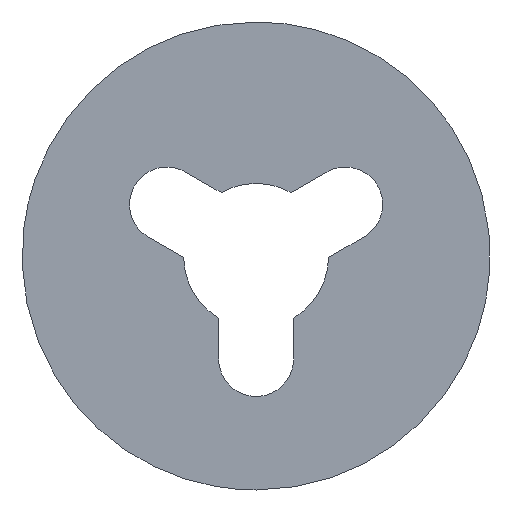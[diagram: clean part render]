
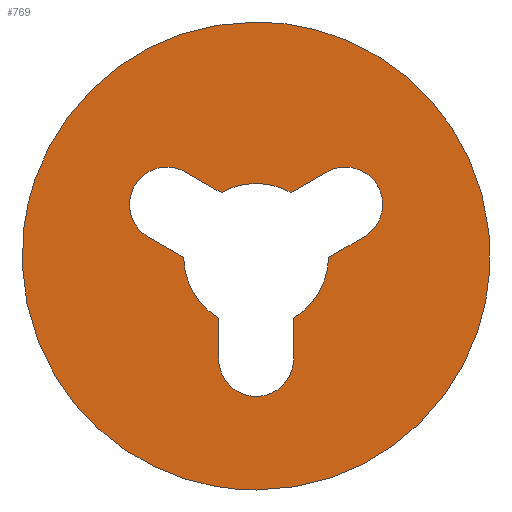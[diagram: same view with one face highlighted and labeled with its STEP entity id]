
A CAD part, front view. The second image highlights one B-rep face of the part: STEP entity #769.
In plain terms, the highlighted free-form (B-spline) face has degree [1, 1] with [2, 2] control points.
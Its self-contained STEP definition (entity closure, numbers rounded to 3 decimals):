
#66=CARTESIAN_POINT('',(-4.965,0.,0.59));
#67=VERTEX_POINT('',#66);
#68=CARTESIAN_POINT('',(0.0,0.0,-5.0));
#69=VERTEX_POINT('',#68);
#70=CARTESIAN_POINT('',(-4.965,0.,0.59));
#71=CARTESIAN_POINT('',(-5.,0.0,0.296));
#72=CARTESIAN_POINT('',(-5.0,0.0,0.0));
#73=CARTESIAN_POINT('',(-5.,0.0,-5.));
#74=CARTESIAN_POINT('',(0.0,0.0,-5.0));
#82=(BOUNDED_CURVE()B_SPLINE_CURVE(2,(#70,#71,#72,#73,#74),.UNSPECIFIED.,.F.,.U.)B_SPLINE_CURVE_WITH_KNOTS((3,2,3),(0.23,0.25,0.5),.UNSPECIFIED.)CURVE()GEOMETRIC_REPRESENTATION_ITEM()RATIONAL_B_SPLINE_CURVE((0.956,0.976,1.0,0.707,1.0))REPRESENTATION_ITEM(''));
#83=EDGE_CURVE('',#67,#69,#82,.T.);
#124=CARTESIAN_POINT('',(4.991,0.,-0.305));
#125=VERTEX_POINT('',#124);
#131=CARTESIAN_POINT('',(0.0,0.0,-5.0));
#132=CARTESIAN_POINT('',(4.704,0.0,-5.));
#133=CARTESIAN_POINT('',(4.991,0.,-0.305));
#141=(BOUNDED_CURVE()B_SPLINE_CURVE(2,(#131,#132,#133),.UNSPECIFIED.,.F.,.U.)B_SPLINE_CURVE_WITH_KNOTS((3,3),(0.5,0.739),.UNSPECIFIED.)CURVE()GEOMETRIC_REPRESENTATION_ITEM()RATIONAL_B_SPLINE_CURVE((1.0,0.72,0.976))REPRESENTATION_ITEM(''));
#142=EDGE_CURVE('',#69,#125,#141,.T.);
#165=CARTESIAN_POINT('',(0.0,0.0,5.0));
#166=VERTEX_POINT('',#165);
#167=CARTESIAN_POINT('',(0.0,0.0,5.0));
#168=CARTESIAN_POINT('',(-4.441,0.0,5.));
#169=CARTESIAN_POINT('',(-4.965,0.,0.59));
#177=(BOUNDED_CURVE()B_SPLINE_CURVE(2,(#167,#168,#169),.UNSPECIFIED.,.F.,.U.)B_SPLINE_CURVE_WITH_KNOTS((3,3),(0.0,0.23),.UNSPECIFIED.)CURVE()GEOMETRIC_REPRESENTATION_ITEM()RATIONAL_B_SPLINE_CURVE((1.0,0.731,0.956))REPRESENTATION_ITEM(''));
#178=EDGE_CURVE('',#166,#67,#177,.T.);
#180=CARTESIAN_POINT('',(4.991,0.,-0.305));
#181=CARTESIAN_POINT('',(5.,0.0,-0.153));
#182=CARTESIAN_POINT('',(5.0,0.0,0.0));
#183=CARTESIAN_POINT('',(5.,0.0,5.));
#184=CARTESIAN_POINT('',(0.0,0.0,5.0));
#192=(BOUNDED_CURVE()B_SPLINE_CURVE(2,(#180,#181,#182,#183,#184),.UNSPECIFIED.,.F.,.U.)B_SPLINE_CURVE_WITH_KNOTS((3,2,3),(0.739,0.75,1.0),.UNSPECIFIED.)CURVE()GEOMETRIC_REPRESENTATION_ITEM()RATIONAL_B_SPLINE_CURVE((0.976,0.988,1.0,0.707,1.0))REPRESENTATION_ITEM(''));
#193=EDGE_CURVE('',#125,#166,#192,.T.);
#248=CARTESIAN_POINT('',(2.31,0.0,0.41));
#249=VERTEX_POINT('',#248);
#250=CARTESIAN_POINT('',(1.505,0.0,1.793));
#251=VERTEX_POINT('',#250);
#252=CARTESIAN_POINT('',(2.31,0.0,0.41));
#253=CARTESIAN_POINT('',(2.998,0.0,0.813));
#254=CARTESIAN_POINT('',(2.597,0.0,1.502));
#255=CARTESIAN_POINT('',(2.196,0.0,2.192));
#256=CARTESIAN_POINT('',(1.505,0.0,1.793));
#264=(BOUNDED_CURVE()B_SPLINE_CURVE(2,(#252,#253,#254,#255,#256),.UNSPECIFIED.,.F.,.U.)B_SPLINE_CURVE_WITH_KNOTS((3,2,3),(0.0,0.5,1.0),.UNSPECIFIED.)CURVE()GEOMETRIC_REPRESENTATION_ITEM()RATIONAL_B_SPLINE_CURVE((1.0,0.708,1.0,0.708,1.0))REPRESENTATION_ITEM(''));
#265=EDGE_CURVE('',#249,#251,#264,.T.);
#304=CARTESIAN_POINT('',(0.75,0.0,1.357));
#305=VERTEX_POINT('',#304);
#306=CARTESIAN_POINT('',(0.75,0.0,1.357));
#307=CARTESIAN_POINT('',(1.505,0.0,1.793));
#308=QUASI_UNIFORM_CURVE('',1,(#306,#307),.UNSPECIFIED.,.F.,.U.);
#309=EDGE_CURVE('',#305,#251,#308,.T.);
#341=CARTESIAN_POINT('',(-0.75,0.0,1.357));
#342=VERTEX_POINT('',#341);
#343=CARTESIAN_POINT('',(0.75,0.0,1.357));
#344=CARTESIAN_POINT('',(0.,0.0,1.771));
#345=CARTESIAN_POINT('',(-0.75,0.0,1.357));
#353=(BOUNDED_CURVE()B_SPLINE_CURVE(2,(#343,#344,#345),.UNSPECIFIED.,.F.,.U.)CURVE()GEOMETRIC_REPRESENTATION_ITEM()QUASI_UNIFORM_CURVE()RATIONAL_B_SPLINE_CURVE((1.0,0.875,1.0))REPRESENTATION_ITEM(''));
#354=EDGE_CURVE('',#305,#342,#353,.T.);
#385=CARTESIAN_POINT('',(-1.505,0.0,1.793));
#386=VERTEX_POINT('',#385);
#387=CARTESIAN_POINT('',(-1.505,0.0,1.793));
#388=CARTESIAN_POINT('',(-0.75,0.0,1.357));
#389=QUASI_UNIFORM_CURVE('',1,(#387,#388),.UNSPECIFIED.,.F.,.U.);
#390=EDGE_CURVE('',#386,#342,#389,.T.);
#426=CARTESIAN_POINT('',(-2.301,0.0,0.405));
#427=VERTEX_POINT('',#426);
#428=CARTESIAN_POINT('',(-1.505,0.0,1.793));
#429=CARTESIAN_POINT('',(-1.906,0.0,2.024));
#430=CARTESIAN_POINT('',(-2.307,0.0,1.792));
#431=CARTESIAN_POINT('',(-2.707,0.0,1.56));
#432=CARTESIAN_POINT('',(-2.705,0.0,1.096));
#433=CARTESIAN_POINT('',(-2.703,0.0,0.633));
#434=CARTESIAN_POINT('',(-2.301,0.0,0.405));
#442=(BOUNDED_CURVE()B_SPLINE_CURVE(2,(#428,#429,#430,#431,#432,#433,#434),.UNSPECIFIED.,.F.,.U.)B_SPLINE_CURVE_WITH_KNOTS((3,2,2,3),(0.0,0.333,0.667,1.0),.UNSPECIFIED.)CURVE()GEOMETRIC_REPRESENTATION_ITEM()RATIONAL_B_SPLINE_CURVE((1.0,0.865,1.0,0.865,1.0,0.865,1.0))REPRESENTATION_ITEM(''));
#443=EDGE_CURVE('',#386,#427,#442,.T.);
#478=CARTESIAN_POINT('',(-1.55,0.0,-0.029));
#479=VERTEX_POINT('',#478);
#480=CARTESIAN_POINT('',(-1.55,0.0,-0.029));
#481=CARTESIAN_POINT('',(-2.301,0.0,0.405));
#482=QUASI_UNIFORM_CURVE('',1,(#480,#481),.UNSPECIFIED.,.F.,.U.);
#483=EDGE_CURVE('',#479,#427,#482,.T.);
#515=CARTESIAN_POINT('',(-0.8,0.0,-1.328));
#516=VERTEX_POINT('',#515);
#517=CARTESIAN_POINT('',(-1.55,0.0,-0.029));
#518=CARTESIAN_POINT('',(-1.534,0.0,-0.885));
#519=CARTESIAN_POINT('',(-0.8,0.0,-1.328));
#527=(BOUNDED_CURVE()B_SPLINE_CURVE(2,(#517,#518,#519),.UNSPECIFIED.,.F.,.U.)CURVE()GEOMETRIC_REPRESENTATION_ITEM()QUASI_UNIFORM_CURVE()RATIONAL_B_SPLINE_CURVE((1.0,0.875,1.0))REPRESENTATION_ITEM(''));
#528=EDGE_CURVE('',#479,#516,#527,.T.);
#559=CARTESIAN_POINT('',(-0.8,0.0,-2.2));
#560=VERTEX_POINT('',#559);
#561=CARTESIAN_POINT('',(-0.8,0.0,-2.2));
#562=CARTESIAN_POINT('',(-0.8,0.0,-1.328));
#563=QUASI_UNIFORM_CURVE('',1,(#561,#562),.UNSPECIFIED.,.F.,.U.);
#564=EDGE_CURVE('',#560,#516,#563,.T.);
#600=CARTESIAN_POINT('',(0.8,0.0,-2.2));
#601=VERTEX_POINT('',#600);
#602=CARTESIAN_POINT('',(-0.8,0.0,-2.2));
#603=CARTESIAN_POINT('',(-0.8,0.0,-3.0));
#604=CARTESIAN_POINT('',(0.0,0.0,-3.0));
#605=CARTESIAN_POINT('',(0.8,0.0,-3.0));
#606=CARTESIAN_POINT('',(0.8,0.0,-2.2));
#614=(BOUNDED_CURVE()B_SPLINE_CURVE(2,(#602,#603,#604,#605,#606),.UNSPECIFIED.,.F.,.U.)B_SPLINE_CURVE_WITH_KNOTS((3,2,3),(0.0,0.5,1.0),.UNSPECIFIED.)CURVE()GEOMETRIC_REPRESENTATION_ITEM()RATIONAL_B_SPLINE_CURVE((1.0,0.707,1.0,0.707,1.0))REPRESENTATION_ITEM(''));
#615=EDGE_CURVE('',#560,#601,#614,.T.);
#648=CARTESIAN_POINT('',(0.8,0.0,-1.328));
#649=VERTEX_POINT('',#648);
#650=CARTESIAN_POINT('',(0.8,0.0,-1.328));
#651=CARTESIAN_POINT('',(0.8,0.0,-2.2));
#652=QUASI_UNIFORM_CURVE('',1,(#650,#651),.UNSPECIFIED.,.F.,.U.);
#653=EDGE_CURVE('',#649,#601,#652,.T.);
#685=CARTESIAN_POINT('',(1.55,0.0,-0.029));
#686=VERTEX_POINT('',#685);
#687=CARTESIAN_POINT('',(0.8,0.0,-1.328));
#688=CARTESIAN_POINT('',(1.534,0.0,-0.885));
#689=CARTESIAN_POINT('',(1.55,0.0,-0.029));
#697=(BOUNDED_CURVE()B_SPLINE_CURVE(2,(#687,#688,#689),.UNSPECIFIED.,.F.,.U.)CURVE()GEOMETRIC_REPRESENTATION_ITEM()QUASI_UNIFORM_CURVE()RATIONAL_B_SPLINE_CURVE((1.0,0.875,1.0))REPRESENTATION_ITEM(''));
#698=EDGE_CURVE('',#649,#686,#697,.T.);
#729=CARTESIAN_POINT('',(2.31,0.0,0.41));
#730=CARTESIAN_POINT('',(1.55,0.0,-0.029));
#731=QUASI_UNIFORM_CURVE('',1,(#729,#730),.UNSPECIFIED.,.F.,.U.);
#732=EDGE_CURVE('',#249,#686,#731,.T.);
#744=CARTESIAN_POINT('',(-5.499,0.0,5.499));
#745=CARTESIAN_POINT('',(5.499,0.0,5.499));
#746=CARTESIAN_POINT('',(-5.499,0.0,-5.5));
#747=CARTESIAN_POINT('',(5.499,0.0,-5.5));
#748=B_SPLINE_SURFACE_WITH_KNOTS('',1,1,((#744,#746),(#745,#747)),.UNSPECIFIED.,.F.,.F.,.U.,(2,2),(2,2),(0.0,10.999),(0.0,10.999),.UNSPECIFIED.);
#749=ORIENTED_EDGE('',*,*,#178,.T.);
#750=ORIENTED_EDGE('',*,*,#83,.T.);
#751=ORIENTED_EDGE('',*,*,#142,.T.);
#752=ORIENTED_EDGE('',*,*,#193,.T.);
#753=EDGE_LOOP('',(#749,#750,#751,#752));
#754=FACE_OUTER_BOUND('',#753,.T.);
#755=ORIENTED_EDGE('',*,*,#265,.F.);
#756=ORIENTED_EDGE('',*,*,#732,.T.);
#757=ORIENTED_EDGE('',*,*,#698,.F.);
#758=ORIENTED_EDGE('',*,*,#653,.T.);
#759=ORIENTED_EDGE('',*,*,#615,.F.);
#760=ORIENTED_EDGE('',*,*,#564,.T.);
#761=ORIENTED_EDGE('',*,*,#528,.F.);
#762=ORIENTED_EDGE('',*,*,#483,.T.);
#763=ORIENTED_EDGE('',*,*,#443,.F.);
#764=ORIENTED_EDGE('',*,*,#390,.T.);
#765=ORIENTED_EDGE('',*,*,#354,.F.);
#766=ORIENTED_EDGE('',*,*,#309,.T.);
#767=EDGE_LOOP('',(#755,#756,#757,#758,#759,#760,#761,#762,#763,#764,#765,#766));
#768=FACE_BOUND('',#767,.T.);
#769=ADVANCED_FACE('',(#754,#768),#748,.F.);
